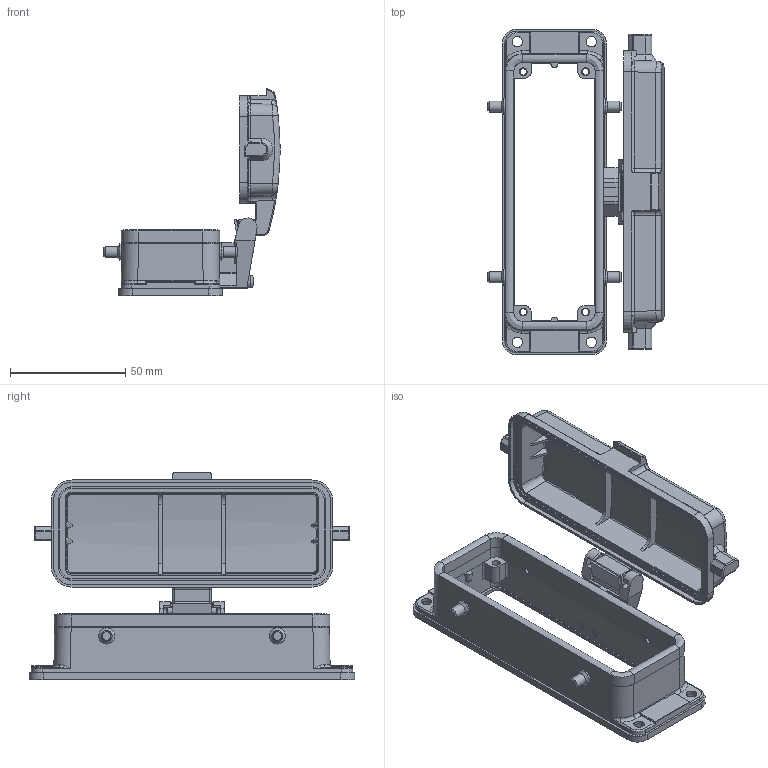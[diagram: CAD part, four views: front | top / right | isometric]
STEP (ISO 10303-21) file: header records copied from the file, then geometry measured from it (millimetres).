
FILE_DESCRIPTION(/* description */ (''),/* implementation_level */ '2;1');
FILE_NAME(/* name */ 'H24B-BK-4B-CV.stp',/* time_stamp */ '2023-10-19T11:22:34+08:00',/* author */ (''),/* organization */ (''),/* preprocessor_version */ 'ST-DEVELOPER v16',/* originating_system */ 'SIEMENS PLM Software NX 10.0',/* authorisation */ '');
FILE_SCHEMA (('AUTOMOTIVE_DESIGN { 1 0 10303 214 3 1 1 1 }'));
Length unit declared in the file: millimetre
Products named in the file (1): Admi6920F49C1hnw
Bounding box: 76.31 x 141.1 x 89.8 mm (x, y, z)
Volume: 64989.6 mm3; surface area: 52380.8 mm2
Topology: 1 solids, 3 shells, 804 faces, 2054 edges, 1266 vertices
Faces by surface type: plane 334, cylinder 303, bspline 81, torus 40, cone 32, sphere 14
Full cylindrical faces by diameter (mm): 2.3 x4, 2.843 x4, 3 x40, 3.2 x2, 3.4 x4, 3.5 x2, 4.5 x8, 4.8 x4, 5.5 x2, 7 x4
Entity records: 38704 total; most frequent: CARTESIAN_POINT 20931, ORIENTED_EDGE 3674, DIRECTION 3664, EDGE_CURVE 1837, AXIS2_PLACEMENT_3D 1338, VERTEX_POINT 1169, LINE 988, VECTOR 988
